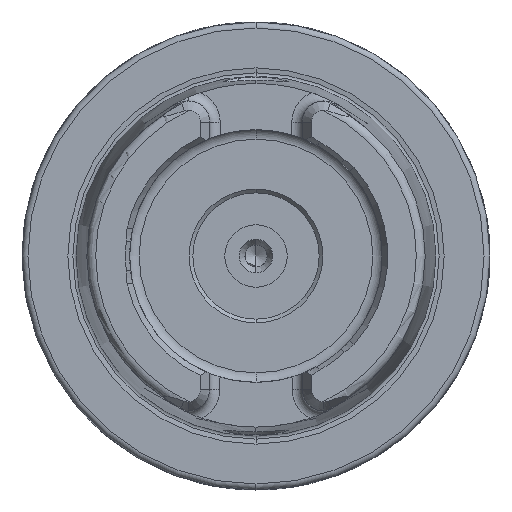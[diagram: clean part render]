
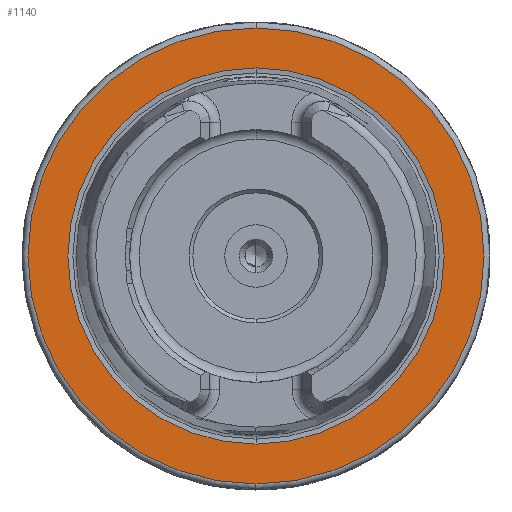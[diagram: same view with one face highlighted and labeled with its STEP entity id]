
A CAD part, left-side view. The second image highlights one B-rep face of the part: STEP entity #1140.
In plain terms, the highlighted planar face has unit normal (-1, 0, 0).
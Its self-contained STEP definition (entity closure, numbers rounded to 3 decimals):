
#481 = CARTESIAN_POINT ( 'NONE',  ( 0., 30.7, 0. ) ) ;
#1140 = ADVANCED_FACE ( 'NONE', ( #22453, #12011 ), #35619, .F. ) ;
#2371 = DIRECTION ( 'NONE',  ( 0., 0., 1. ) ) ;
#2820 = EDGE_CURVE ( 'NONE', #25831, #44826, #9503, .T. ) ;
#3650 = CARTESIAN_POINT ( 'NONE',  ( 0., 0., -30.7 ) ) ;
#4423 = DIRECTION ( 'NONE',  ( -1., 0., 0. ) ) ;
#5579 = AXIS2_PLACEMENT_3D ( 'NONE', #27797, #4423, #31706 ) ;
#6495 = EDGE_CURVE ( 'NONE', #44826, #25831, #15363, .T. ) ;
#6779 = CARTESIAN_POINT ( 'NONE',  ( 0., 0., 0. ) ) ;
#6884 = DIRECTION ( 'NONE',  ( -1., 0., 0. ) ) ;
#9503 = CIRCLE ( 'NONE', #30011, 25.324 ) ;
#9768 = CARTESIAN_POINT ( 'NONE',  ( 0., 0., 25.324 ) ) ;
#10679 = DIRECTION ( 'NONE',  ( 0., 0., 1. ) ) ;
#11167 = EDGE_LOOP ( 'NONE', ( #18664, #47655 ) ) ;
#12011 = FACE_OUTER_BOUND ( 'NONE', #11167, .T. ) ;
#12208 = DIRECTION ( 'NONE',  ( 1., 0., 0. ) ) ;
#13842 = VERTEX_POINT ( 'NONE', #15385 ) ;
#15363 = CIRCLE ( 'NONE', #49018, 25.324 ) ;
#15385 = CARTESIAN_POINT ( 'NONE',  ( 0., 0., 30.7 ) ) ;
#15708 = EDGE_CURVE ( 'NONE', #13842, #45443, #29193, .T. ) ;
#18664 = ORIENTED_EDGE ( 'NONE', *, *, #15708, .T. ) ;
#22453 = FACE_BOUND ( 'NONE', #29892, .T. ) ;
#25503 = AXIS2_PLACEMENT_3D ( 'NONE', #6779, #34098, #10679 ) ;
#25761 = DIRECTION ( 'NONE',  ( -1., 0., 0. ) ) ;
#25831 = VERTEX_POINT ( 'NONE', #9768 ) ;
#27797 = CARTESIAN_POINT ( 'NONE',  ( 0., 0., 0. ) ) ;
#29193 = CIRCLE ( 'NONE', #5579, 30.7 ) ;
#29260 = CIRCLE ( 'NONE', #25503, 30.7 ) ;
#29892 = EDGE_LOOP ( 'NONE', ( #48839, #30634 ) ) ;
#30011 = AXIS2_PLACEMENT_3D ( 'NONE', #30292, #6884, #34191 ) ;
#30292 = CARTESIAN_POINT ( 'NONE',  ( 0., 0., 0. ) ) ;
#30634 = ORIENTED_EDGE ( 'NONE', *, *, #6495, .F. ) ;
#31706 = DIRECTION ( 'NONE',  ( 0., 0., 1. ) ) ;
#34098 = DIRECTION ( 'NONE',  ( -1., 0., 0. ) ) ;
#34191 = DIRECTION ( 'NONE',  ( 0., 0., 1. ) ) ;
#35619 = PLANE ( 'NONE',  #40046 ) ;
#39510 = DIRECTION ( 'NONE',  ( 0., 0., -1. ) ) ;
#40046 = AXIS2_PLACEMENT_3D ( 'NONE', #481, #12208, #39510 ) ;
#44826 = VERTEX_POINT ( 'NONE', #49725 ) ;
#45443 = VERTEX_POINT ( 'NONE', #3650 ) ;
#47655 = ORIENTED_EDGE ( 'NONE', *, *, #48153, .T. ) ;
#48153 = EDGE_CURVE ( 'NONE', #45443, #13842, #29260, .T. ) ;
#48839 = ORIENTED_EDGE ( 'NONE', *, *, #2820, .F. ) ;
#49018 = AXIS2_PLACEMENT_3D ( 'NONE', #49068, #25761, #2371 ) ;
#49068 = CARTESIAN_POINT ( 'NONE',  ( 0., 0., 0. ) ) ;
#49725 = CARTESIAN_POINT ( 'NONE',  ( 0., 0., -25.324 ) ) ;
